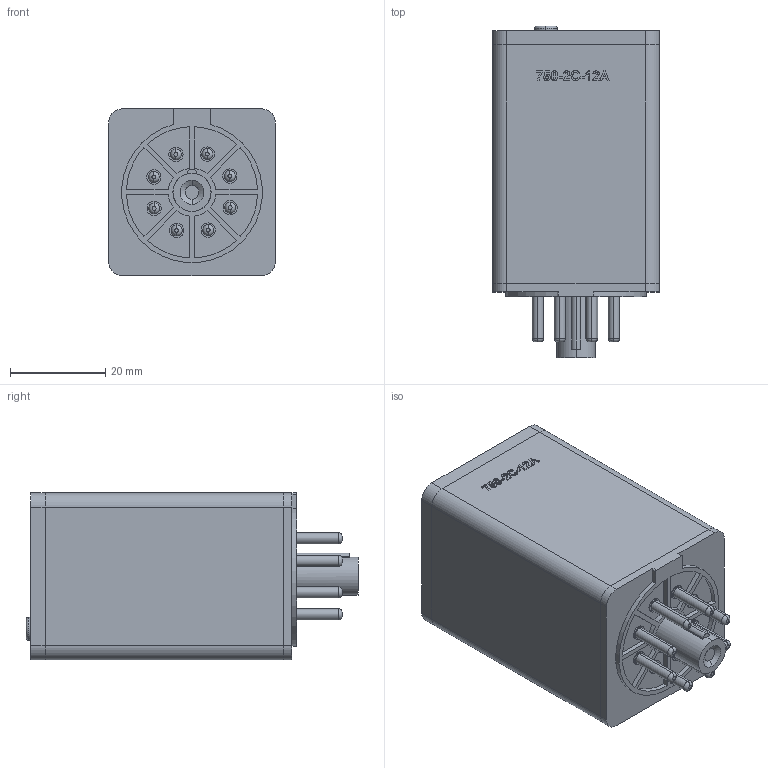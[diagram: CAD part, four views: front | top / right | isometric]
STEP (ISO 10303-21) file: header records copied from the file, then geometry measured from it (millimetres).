
FILE_DESCRIPTION (( 'STEP AP214' ), '1' );
FILE_NAME ('750-2C-12A.STEP', '2013-11-08T12:52:52', ( '' ), ( '' ), 'SwSTEP 2.0', 'SolidWorks 2013', '' );
FILE_SCHEMA (( 'AUTOMOTIVE_DESIGN' ));
Length unit declared in the file: millimetre
Products named in the file (1): 750-2C-12A
Bounding box: 35 x 69.6 x 35.12 mm (x, y, z)
Volume: 67512.1 mm3; surface area: 16450 mm2
Topology: 5 solids, 5 shells, 344 faces, 838 edges, 551 vertices
Faces by surface type: plane 185, cylinder 86, bspline 53, torus 18, cone 2
Entity records: 16340 total; most frequent: CARTESIAN_POINT 4803, ORIENTED_EDGE 1676, DIRECTION 1530, EDGE_CURVE 838, VERTEX_POINT 551, VECTOR 518, LINE 518, AXIS2_PLACEMENT_3D 506
